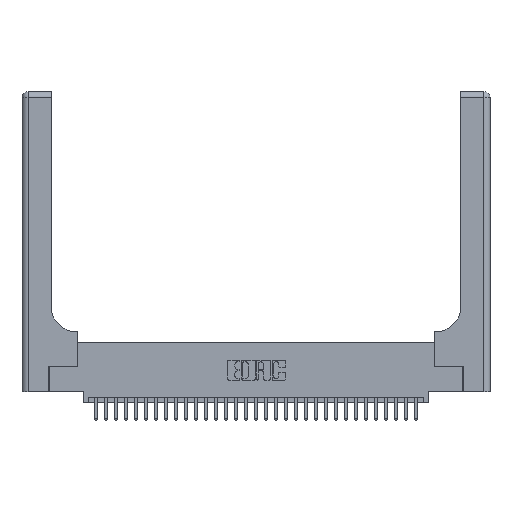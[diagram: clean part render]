
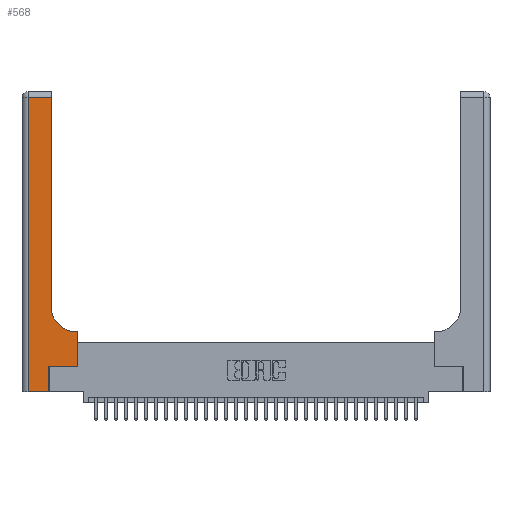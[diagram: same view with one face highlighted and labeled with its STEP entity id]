
A CAD part, top view. The second image highlights one B-rep face of the part: STEP entity #568.
In plain terms, the highlighted planar face has unit normal (0, 0, 1).
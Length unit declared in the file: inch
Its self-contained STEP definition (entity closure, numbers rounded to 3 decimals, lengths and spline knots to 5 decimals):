
#568 = ADVANCED_FACE ( 'NONE', ( #28365 ), #4202, .F. ) ;
#626 = CIRCLE ( 'NONE', #4955, 0.25 ) ;
#903 = CARTESIAN_POINT ( 'NONE',  ( 0.269, 0.25, 0.37 ) ) ;
#2159 = CARTESIAN_POINT ( 'NONE',  ( 0.5585, 0.25, 0.37 ) ) ;
#3435 = LINE ( 'NONE', #6347, #28154 ) ;
#3585 = EDGE_CURVE ( 'NONE', #25757, #17655, #32394, .T. ) ;
#3647 = LINE ( 'NONE', #23636, #16219 ) ;
#3681 = VERTEX_POINT ( 'NONE', #14581 ) ;
#3968 = CARTESIAN_POINT ( 'NONE',  ( 0., 3., 0.37 ) ) ;
#4202 = PLANE ( 'NONE',  #5224 ) ;
#4519 = VECTOR ( 'NONE', #30638, 39.37008 ) ;
#4614 = VECTOR ( 'NONE', #7773, 39.37008 ) ;
#4955 = AXIS2_PLACEMENT_3D ( 'NONE', #9929, #10974, #9674 ) ;
#5224 = AXIS2_PLACEMENT_3D ( 'NONE', #3968, #6709, #24263 ) ;
#5585 = CARTESIAN_POINT ( 'NONE',  ( 0.06, 0., 0.37 ) ) ;
#5865 = DIRECTION ( 'NONE',  ( 0., -1., 0. ) ) ;
#6347 = CARTESIAN_POINT ( 'NONE',  ( 0., 2.94, 0.37 ) ) ;
#6709 = DIRECTION ( 'NONE',  ( 0., 0., -1. ) ) ;
#6941 = VECTOR ( 'NONE', #23524, 39.37008 ) ;
#7773 = DIRECTION ( 'NONE',  ( -1., 0., 0. ) ) ;
#8635 = EDGE_CURVE ( 'NONE', #11983, #29590, #626, .T. ) ;
#8693 = EDGE_CURVE ( 'NONE', #3681, #27609, #3435, .T. ) ;
#9131 = EDGE_CURVE ( 'NONE', #11434, #11983, #24611, .T. ) ;
#9674 = DIRECTION ( 'NONE',  ( 1., 0., 0. ) ) ;
#9929 = CARTESIAN_POINT ( 'NONE',  ( 0.5415, 0.85, 0.37 ) ) ;
#10430 = VECTOR ( 'NONE', #30510, 39.37008 ) ;
#10974 = DIRECTION ( 'NONE',  ( 0., 0., -1. ) ) ;
#11163 = ORIENTED_EDGE ( 'NONE', *, *, #29986, .T. ) ;
#11434 = VERTEX_POINT ( 'NONE', #21632 ) ;
#11918 = CARTESIAN_POINT ( 'NONE',  ( 0.269, 0.25, 0.37 ) ) ;
#11983 = VERTEX_POINT ( 'NONE', #22111 ) ;
#14021 = ORIENTED_EDGE ( 'NONE', *, *, #8693, .T. ) ;
#14163 = LINE ( 'NONE', #31281, #16546 ) ;
#14581 = CARTESIAN_POINT ( 'NONE',  ( 0.2915, 2.94, 0.37 ) ) ;
#14955 = CARTESIAN_POINT ( 'NONE',  ( 0.269, 0., 0.37 ) ) ;
#15092 = LINE ( 'NONE', #2159, #20571 ) ;
#16044 = ORIENTED_EDGE ( 'NONE', *, *, #21879, .T. ) ;
#16219 = VECTOR ( 'NONE', #5865, 39.37008 ) ;
#16546 = VECTOR ( 'NONE', #18568, 39.37008 ) ;
#17556 = LINE ( 'NONE', #30859, #6941 ) ;
#17655 = VERTEX_POINT ( 'NONE', #17796 ) ;
#17796 = CARTESIAN_POINT ( 'NONE',  ( 0.5585, 0.25, 0.37 ) ) ;
#17840 = EDGE_LOOP ( 'NONE', ( #25128, #14021, #28256, #16044, #17964, #25987, #11163, #20267, #29808 ) ) ;
#17964 = ORIENTED_EDGE ( 'NONE', *, *, #30257, .T. ) ;
#18568 = DIRECTION ( 'NONE',  ( 1., 0., 0. ) ) ;
#18704 = EDGE_CURVE ( 'NONE', #29590, #3681, #17556, .T. ) ;
#19749 = DIRECTION ( 'NONE',  ( 0., 1., 0. ) ) ;
#20267 = ORIENTED_EDGE ( 'NONE', *, *, #9131, .T. ) ;
#20571 = VECTOR ( 'NONE', #19749, 39.37008 ) ;
#20686 = CARTESIAN_POINT ( 'NONE',  ( 0.269, 0., 0.37 ) ) ;
#21632 = CARTESIAN_POINT ( 'NONE',  ( 0.5585, 0.6, 0.37 ) ) ;
#21879 = EDGE_CURVE ( 'NONE', #24501, #24359, #14163, .T. ) ;
#22111 = CARTESIAN_POINT ( 'NONE',  ( 0.5415, 0.6, 0.37 ) ) ;
#23218 = CARTESIAN_POINT ( 'NONE',  ( 0.2915, 0.6, 0.37 ) ) ;
#23524 = DIRECTION ( 'NONE',  ( 0., 1., 0. ) ) ;
#23636 = CARTESIAN_POINT ( 'NONE',  ( 0.06, 3., 0.37 ) ) ;
#24136 = DIRECTION ( 'NONE',  ( -1., 0., 0. ) ) ;
#24263 = DIRECTION ( 'NONE',  ( -1., 0., 0. ) ) ;
#24359 = VERTEX_POINT ( 'NONE', #14955 ) ;
#24501 = VERTEX_POINT ( 'NONE', #5585 ) ;
#24611 = LINE ( 'NONE', #23218, #4614 ) ;
#25128 = ORIENTED_EDGE ( 'NONE', *, *, #18704, .T. ) ;
#25757 = VERTEX_POINT ( 'NONE', #11918 ) ;
#25987 = ORIENTED_EDGE ( 'NONE', *, *, #3585, .T. ) ;
#27552 = CARTESIAN_POINT ( 'NONE',  ( 0.2915, 0.85, 0.37 ) ) ;
#27609 = VERTEX_POINT ( 'NONE', #31948 ) ;
#28154 = VECTOR ( 'NONE', #24136, 39.37008 ) ;
#28256 = ORIENTED_EDGE ( 'NONE', *, *, #29652, .T. ) ;
#28365 = FACE_OUTER_BOUND ( 'NONE', #17840, .T. ) ;
#29590 = VERTEX_POINT ( 'NONE', #27552 ) ;
#29652 = EDGE_CURVE ( 'NONE', #27609, #24501, #3647, .T. ) ;
#29808 = ORIENTED_EDGE ( 'NONE', *, *, #8635, .T. ) ;
#29986 = EDGE_CURVE ( 'NONE', #17655, #11434, #15092, .T. ) ;
#30257 = EDGE_CURVE ( 'NONE', #24359, #25757, #31969, .T. ) ;
#30510 = DIRECTION ( 'NONE',  ( 1., 0., 0. ) ) ;
#30638 = DIRECTION ( 'NONE',  ( 0., 1., 0. ) ) ;
#30859 = CARTESIAN_POINT ( 'NONE',  ( 0.2915, 3., 0.37 ) ) ;
#31281 = CARTESIAN_POINT ( 'NONE',  ( 0., 0., 0.37 ) ) ;
#31948 = CARTESIAN_POINT ( 'NONE',  ( 0.06, 2.94, 0.37 ) ) ;
#31969 = LINE ( 'NONE', #20686, #4519 ) ;
#32394 = LINE ( 'NONE', #903, #10430 ) ;
